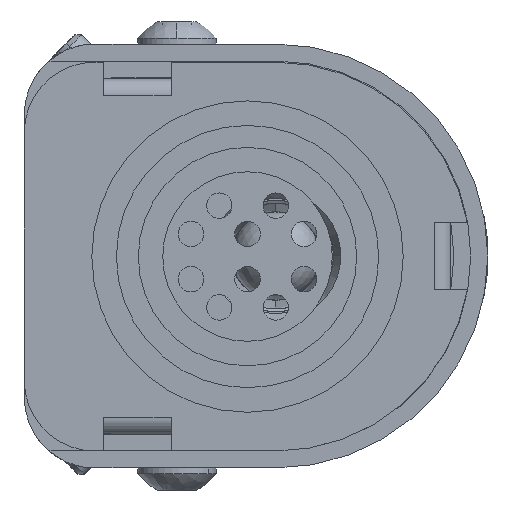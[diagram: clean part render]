
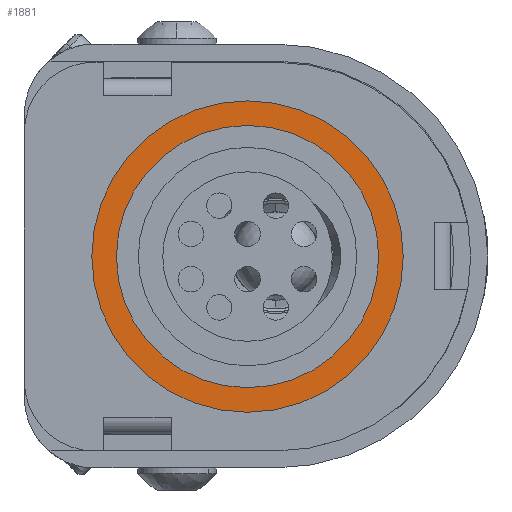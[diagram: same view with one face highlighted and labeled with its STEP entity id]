
A CAD part, front view. The second image highlights one B-rep face of the part: STEP entity #1881.
In plain terms, the highlighted planar face has unit normal (0, -1, 0).
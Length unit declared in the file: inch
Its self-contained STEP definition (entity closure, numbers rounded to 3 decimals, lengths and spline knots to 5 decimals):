
#1829 = VERTEX_POINT ( 'NONE', #16296 ) ;
#1830 = VERTEX_POINT ( 'NONE', #16295 ) ;
#1880 = EDGE_CURVE ( 'NONE', #1894, #1897, #16375, .T. ) ;
#1881 = ADVANCED_FACE ( 'NONE', ( #16370, #16369 ), #16410, .T. ) ;
#1882 = EDGE_LOOP ( 'NONE', ( #1883, #1935 ) ) ;
#1883 = ORIENTED_EDGE ( 'NONE', *, *, #1906, .F. ) ;
#1894 = VERTEX_POINT ( 'NONE', #16421 ) ;
#1896 = EDGE_CURVE ( 'NONE', #1897, #1894, #16420, .T. ) ;
#1897 = VERTEX_POINT ( 'NONE', #16415 ) ;
#1906 = EDGE_CURVE ( 'NONE', #1829, #1830, #16487, .T. ) ;
#1935 = ORIENTED_EDGE ( 'NONE', *, *, #1936, .F. ) ;
#1936 = EDGE_CURVE ( 'NONE', #1830, #1829, #16556, .T. ) ;
#1937 = EDGE_LOOP ( 'NONE', ( #1938, #1939 ) ) ;
#1938 = ORIENTED_EDGE ( 'NONE', *, *, #1896, .T. ) ;
#1939 = ORIENTED_EDGE ( 'NONE', *, *, #1880, .T. ) ;
#16295 = CARTESIAN_POINT ( 'NONE',  ( 0.19796, -1.34148, 0.84418 ) ) ;
#16296 = CARTESIAN_POINT ( 'NONE',  ( 0.19796, -1.34148, 0.38018 ) ) ;
#16369 = FACE_OUTER_BOUND ( 'NONE', #1937, .T. ) ;
#16370 = FACE_BOUND ( 'NONE', #1882, .T. ) ;
#16371 = DIRECTION ( 'NONE',  ( 0., 0., -1. ) ) ;
#16372 = DIRECTION ( 'NONE',  ( 0., -1., 0. ) ) ;
#16373 = CARTESIAN_POINT ( 'NONE',  ( 0.19796, -1.34148, 0.61218 ) ) ;
#16374 = AXIS2_PLACEMENT_3D ( 'NONE', #16373, #16372, #16371 ) ;
#16375 = CIRCLE ( 'NONE', #16374, 0.2755 ) ;
#16406 = DIRECTION ( 'NONE',  ( 0., 0., -1. ) ) ;
#16407 = DIRECTION ( 'NONE',  ( 0., -1., 0. ) ) ;
#16408 = CARTESIAN_POINT ( 'NONE',  ( 0.19796, -1.34148, 0.61218 ) ) ;
#16409 = AXIS2_PLACEMENT_3D ( 'NONE', #16408, #16407, #16406 ) ;
#16410 = PLANE ( 'NONE',  #16409 ) ;
#16415 = CARTESIAN_POINT ( 'NONE',  ( 0.19796, -1.34148, 0.33668 ) ) ;
#16416 = DIRECTION ( 'NONE',  ( 0., 0., -1. ) ) ;
#16417 = DIRECTION ( 'NONE',  ( 0., -1., 0. ) ) ;
#16418 = CARTESIAN_POINT ( 'NONE',  ( 0.19796, -1.34148, 0.61218 ) ) ;
#16419 = AXIS2_PLACEMENT_3D ( 'NONE', #16418, #16417, #16416 ) ;
#16420 = CIRCLE ( 'NONE', #16419, 0.2755 ) ;
#16421 = CARTESIAN_POINT ( 'NONE',  ( 0.19796, -1.34148, 0.88768 ) ) ;
#16484 = DIRECTION ( 'NONE',  ( 0., 0., -1. ) ) ;
#16485 = DIRECTION ( 'NONE',  ( 0., -1., 0. ) ) ;
#16486 = AXIS2_PLACEMENT_3D ( 'NONE', #16493, #16485, #16484 ) ;
#16487 = CIRCLE ( 'NONE', #16486, 0.232 ) ;
#16493 = CARTESIAN_POINT ( 'NONE',  ( 0.19796, -1.34148, 0.61218 ) ) ;
#16554 = CARTESIAN_POINT ( 'NONE',  ( 0.19796, -1.34148, 0.61218 ) ) ;
#16555 = AXIS2_PLACEMENT_3D ( 'NONE', #16554, #16604, #16603 ) ;
#16556 = CIRCLE ( 'NONE', #16555, 0.232 ) ;
#16603 = DIRECTION ( 'NONE',  ( 0., 0., -1. ) ) ;
#16604 = DIRECTION ( 'NONE',  ( 0., -1., 0. ) ) ;
